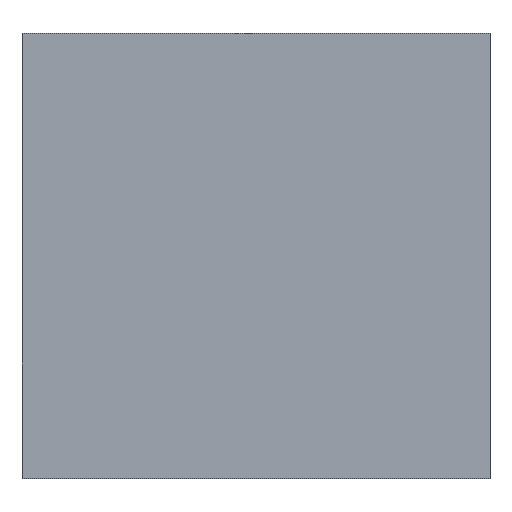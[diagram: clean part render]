
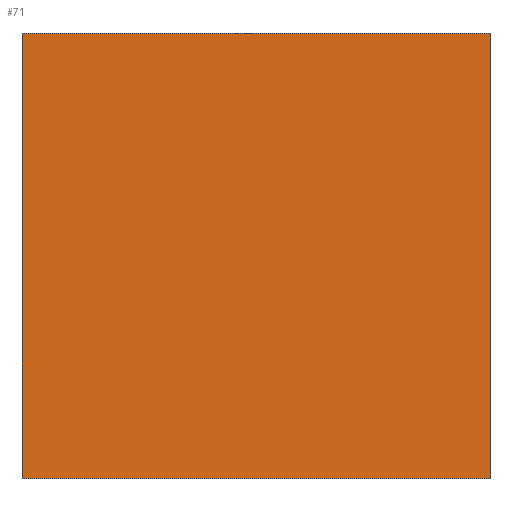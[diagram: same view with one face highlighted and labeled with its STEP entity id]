
A CAD part, top view. The second image highlights one B-rep face of the part: STEP entity #71.
In plain terms, the highlighted planar face has unit normal (0, 0, 1).
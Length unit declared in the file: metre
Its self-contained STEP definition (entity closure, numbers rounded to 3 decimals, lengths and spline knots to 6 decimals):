
#71 = ADVANCED_FACE( '', ( #142 ), #143, .T. );
#142 = FACE_OUTER_BOUND( '', #213, .T. );
#143 = PLANE( '', #214 );
#213 = EDGE_LOOP( '', ( #459, #460, #461, #462 ) );
#214 = AXIS2_PLACEMENT_3D( '', #463, #464, #465 );
#459 = ORIENTED_EDGE( '', *, *, #574, .F. );
#460 = ORIENTED_EDGE( '', *, *, #576, .T. );
#461 = ORIENTED_EDGE( '', *, *, #524, .T. );
#462 = ORIENTED_EDGE( '', *, *, #571, .F. );
#463 = CARTESIAN_POINT( '', ( -0.100218, 0.175, 0.469947 ) );
#464 = DIRECTION( '', ( 0., 0., 1. ) );
#465 = DIRECTION( '', ( 1., 0., 0. ) );
#524 = EDGE_CURVE( '', #605, #603, #606, .T. );
#571 = EDGE_CURVE( '', #672, #603, #674, .T. );
#574 = EDGE_CURVE( '', #676, #672, #678, .T. );
#576 = EDGE_CURVE( '', #676, #605, #680, .T. );
#603 = VERTEX_POINT( '', #750 );
#605 = VERTEX_POINT( '', #753 );
#606 = LINE( '', #754, #755 );
#672 = VERTEX_POINT( '', #1005 );
#674 = LINE( '', #1008, #1009 );
#676 = VERTEX_POINT( '', #1011 );
#678 = LINE( '', #1014, #1015 );
#680 = LINE( '', #1017, #1018 );
#750 = CARTESIAN_POINT( '', ( 0.399564, -0.3, 0.469947 ) );
#753 = CARTESIAN_POINT( '', ( -0.6, -0.3, 0.469947 ) );
#754 = CARTESIAN_POINT( '', ( -0.100218, -0.3, 0.469947 ) );
#755 = VECTOR( '', #1039, 1. );
#1005 = CARTESIAN_POINT( '', ( 0.399564, 0.65, 0.469947 ) );
#1008 = CARTESIAN_POINT( '', ( 0.399564, 0.175, 0.469947 ) );
#1009 = VECTOR( '', #1084, 1. );
#1011 = CARTESIAN_POINT( '', ( -0.6, 0.65, 0.469947 ) );
#1014 = CARTESIAN_POINT( '', ( -0.100218, 0.65, 0.469947 ) );
#1015 = VECTOR( '', #1086, 1. );
#1017 = CARTESIAN_POINT( '', ( -0.6, 0.175, 0.469947 ) );
#1018 = VECTOR( '', #1087, 1. );
#1039 = DIRECTION( '', ( 1., 0., 0. ) );
#1084 = DIRECTION( '', ( 0., -1., 0. ) );
#1086 = DIRECTION( '', ( 1., 0., 0. ) );
#1087 = DIRECTION( '', ( 0., -1., 0. ) );
